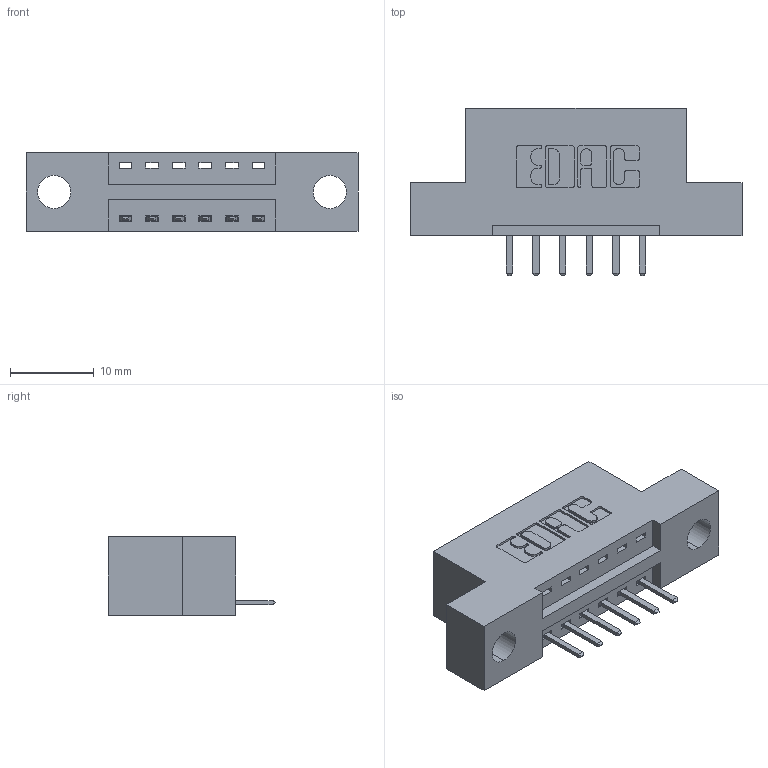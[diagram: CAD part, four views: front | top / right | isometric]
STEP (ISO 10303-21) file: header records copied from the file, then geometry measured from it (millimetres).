
FILE_DESCRIPTION (( 'STEP AP203' ), '1' );
FILE_NAME ('396-006-520-104.STEP', '2022-05-17T07:00:37', ( '' ), ( '' ), 'SwSTEP 2.0', 'SolidWorks 2020', '' );
FILE_SCHEMA (( 'CONFIG_CONTROL_DESIGN' ));
Length unit declared in the file: inch
Products named in the file (3): 345-292-001_345-293-120; 396-006-520-104; 346 Part_Flush Mounting Lugs - 0.156 Dia-TH
Assembly tree (7 placements, depth 2):
  396-006-520-104
    346 Part_Flush Mounting Lugs - 0.156 Dia-TH
    345-292-001_345-293-120  x6
Bounding box: 39.62 x 20.02 x 9.4 mm (x, y, z)
Volume: 3421.7 mm3; surface area: 3667.8 mm2
Topology: 7 solids, 7 shells, 508 faces, 1469 edges, 962 vertices
Faces by surface type: plane 342, cylinder 166
Entity records: 9103 total; most frequent: CARTESIAN_POINT 1592, ORIENTED_EDGE 1518, DIRECTION 1435, EDGE_CURVE 759, LINE 599, VECTOR 599, VERTEX_POINT 502, AXIS2_PLACEMENT_3D 418
